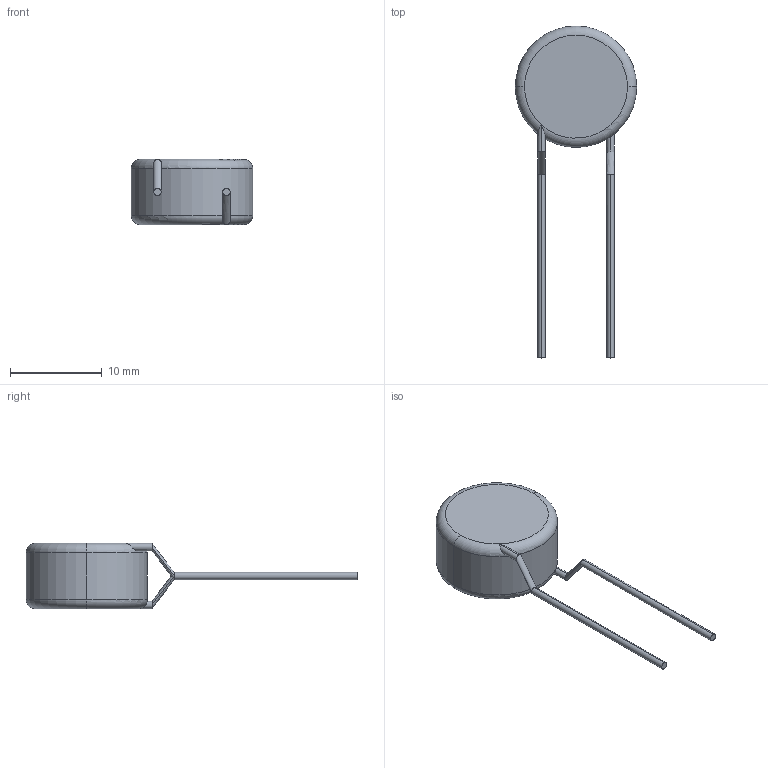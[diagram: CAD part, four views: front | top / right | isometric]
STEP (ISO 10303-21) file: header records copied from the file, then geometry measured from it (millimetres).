
FILE_DESCRIPTION (( 'STEP AP214' ), '1' );
FILE_NAME ('IsoM3-300-B-L2.STEP', '2024-05-14T15:56:47', ( '' ), ( '' ), 'SwSTEP 2.0', 'SolidWorks 2022', '' );
FILE_SCHEMA (( 'AUTOMOTIVE_DESIGN' ));
Length unit declared in the file: millimetre
Products named in the file (1): IsoM3-300-B-L2
Bounding box: 13.2 x 36.1 x 7.1 mm (x, y, z)
Volume: 978.9 mm3; surface area: 657.9 mm2
Topology: 1 solids, 1 shells, 22 faces, 52 edges, 32 vertices
Faces by surface type: cylinder 10, bspline 4, torus 4, plane 4
Entity records: 1028 total; most frequent: CARTESIAN_POINT 395, DIRECTION 116, ORIENTED_EDGE 104, AXIS2_PLACEMENT_3D 53, EDGE_CURVE 52, CIRCLE 34, VERTEX_POINT 32, FACE_OUTER_BOUND 22
